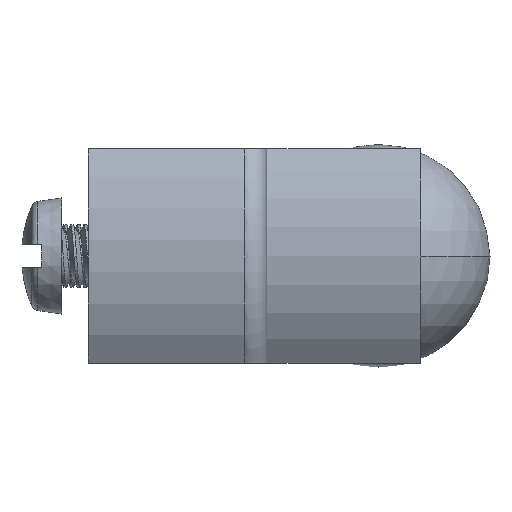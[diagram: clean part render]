
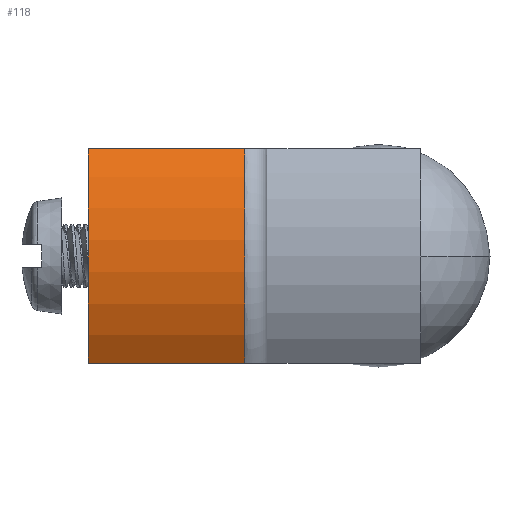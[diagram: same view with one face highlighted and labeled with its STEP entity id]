
A CAD part, left-side view. The second image highlights one B-rep face of the part: STEP entity #118.
In plain terms, the highlighted cylindrical face has radius 4.445 mm (diameter 8.89 mm), a partial arc.
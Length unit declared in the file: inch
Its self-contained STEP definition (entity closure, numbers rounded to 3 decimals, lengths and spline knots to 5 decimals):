
#82 = DIRECTION ( 'NONE',  ( 0., 1., 0. ) ) ;
#118 = ADVANCED_FACE ( 'NONE', ( #2032 ), #3103, .T. ) ;
#200 = AXIS2_PLACEMENT_3D ( 'NONE', #931, #2424, #910 ) ;
#498 = VECTOR ( 'NONE', #82, 39.37008 ) ;
#679 = ORIENTED_EDGE ( 'NONE', *, *, #3414, .F. ) ;
#910 = DIRECTION ( 'NONE',  ( 0., 0., 1. ) ) ;
#916 = CARTESIAN_POINT ( 'NONE',  ( -0.1473, -0.09843, 0.09449 ) ) ;
#927 = CARTESIAN_POINT ( 'NONE',  ( 0., 0.25591, 0. ) ) ;
#931 = CARTESIAN_POINT ( 'NONE',  ( 0., 0.11811, 0. ) ) ;
#959 = ORIENTED_EDGE ( 'NONE', *, *, #2084, .T. ) ;
#1207 = CIRCLE ( 'NONE', #4559, 0.175 ) ;
#1267 = DIRECTION ( 'NONE',  ( 0., 0., 1. ) ) ;
#1280 = DIRECTION ( 'NONE',  ( 0., 1., 0. ) ) ;
#1900 = CARTESIAN_POINT ( 'NONE',  ( -0.1473, 0.11811, -0.09449 ) ) ;
#1928 = LINE ( 'NONE', #3403, #498 ) ;
#1987 = DIRECTION ( 'NONE',  ( 0., 1., 0. ) ) ;
#2032 = FACE_OUTER_BOUND ( 'NONE', #3283, .T. ) ;
#2084 = EDGE_CURVE ( 'NONE', #3308, #2965, #2614, .T. ) ;
#2284 = CARTESIAN_POINT ( 'NONE',  ( -0.1473, 0.11811, 0.09449 ) ) ;
#2371 = DIRECTION ( 'NONE',  ( 0., 1., 0. ) ) ;
#2424 = DIRECTION ( 'NONE',  ( 0., 1., 0. ) ) ;
#2580 = VERTEX_POINT ( 'NONE', #4151 ) ;
#2614 = CIRCLE ( 'NONE', #200, 0.175 ) ;
#2645 = EDGE_CURVE ( 'NONE', #3935, #2580, #1207, .T. ) ;
#2965 = VERTEX_POINT ( 'NONE', #2284 ) ;
#3056 = EDGE_CURVE ( 'NONE', #2965, #2580, #4350, .T. ) ;
#3103 = CYLINDRICAL_SURFACE ( 'NONE', #3908, 0.175 ) ;
#3283 = EDGE_LOOP ( 'NONE', ( #679, #959, #4007, #4454 ) ) ;
#3308 = VERTEX_POINT ( 'NONE', #1900 ) ;
#3403 = CARTESIAN_POINT ( 'NONE',  ( -0.1473, -0.09843, -0.09449 ) ) ;
#3414 = EDGE_CURVE ( 'NONE', #3308, #3935, #1928, .T. ) ;
#3580 = CARTESIAN_POINT ( 'NONE',  ( -0.1473, 0.25591, -0.09449 ) ) ;
#3908 = AXIS2_PLACEMENT_3D ( 'NONE', #4147, #2371, #4565 ) ;
#3935 = VERTEX_POINT ( 'NONE', #3580 ) ;
#3999 = VECTOR ( 'NONE', #1280, 39.37008 ) ;
#4007 = ORIENTED_EDGE ( 'NONE', *, *, #3056, .T. ) ;
#4147 = CARTESIAN_POINT ( 'NONE',  ( 0., 0.09843, 0. ) ) ;
#4151 = CARTESIAN_POINT ( 'NONE',  ( -0.1473, 0.25591, 0.09449 ) ) ;
#4350 = LINE ( 'NONE', #916, #3999 ) ;
#4454 = ORIENTED_EDGE ( 'NONE', *, *, #2645, .F. ) ;
#4559 = AXIS2_PLACEMENT_3D ( 'NONE', #927, #1987, #1267 ) ;
#4565 = DIRECTION ( 'NONE',  ( 0., 0., 1. ) ) ;
